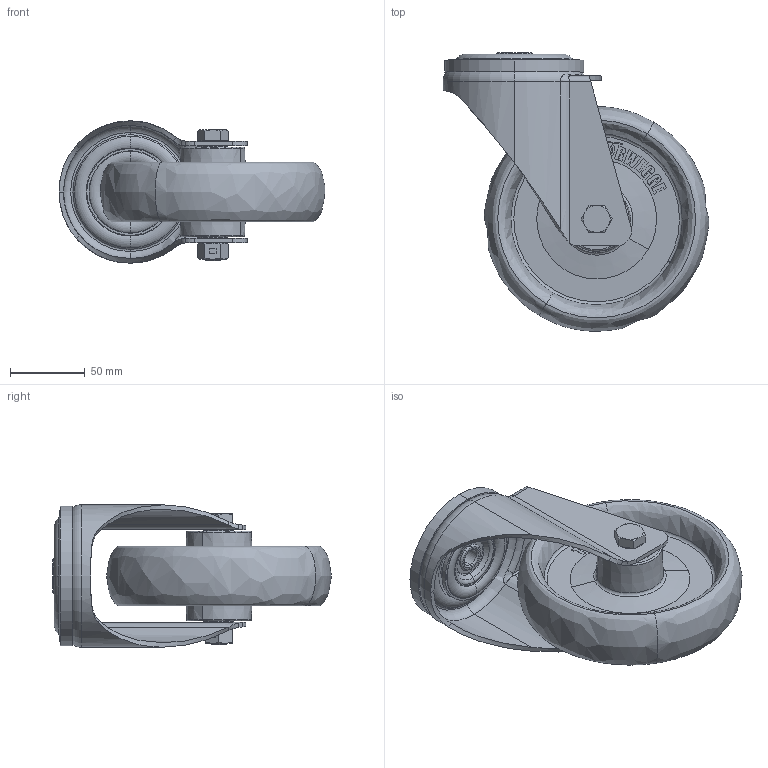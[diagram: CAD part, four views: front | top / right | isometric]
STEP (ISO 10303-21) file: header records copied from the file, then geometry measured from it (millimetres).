
FILE_DESCRIPTION (( 'STEP AP214' ), '1' );
FILE_NAME ('0056051.step', '2023-06-21T08:07:56', ( '' ), ( '' ), 'SwSTEP 2.0', 'SolidWorks 2020', '' );
FILE_SCHEMA (( 'AUTOMOTIVE_DESIGN' ));
Length unit declared in the file: millimetre
Products named in the file (1): 0056051
Bounding box: 177.42 x 185.99 x 95 mm (x, y, z)
Volume: 503075.1 mm3; surface area: 172392.8 mm2
Topology: 17 solids, 18 shells, 508 faces, 1181 edges, 716 vertices
Faces by surface type: plane 179, torus 96, cone 75, cylinder 69, bspline 65, sphere 24
Entity records: 24622 total; most frequent: CARTESIAN_POINT 7752, DIRECTION 2295, ORIENTED_EDGE 2266, EDGE_CURVE 1133, AXIS2_PLACEMENT_3D 898, VERTEX_POINT 692, EDGE_LOOP 561, UNCERTAINTY_MEASURE_WITH_UNIT 527
